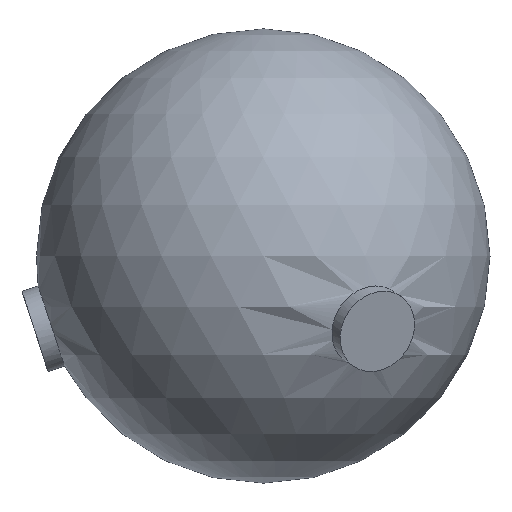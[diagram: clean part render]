
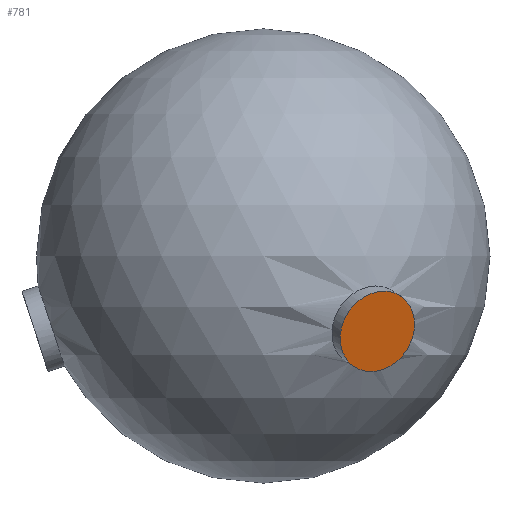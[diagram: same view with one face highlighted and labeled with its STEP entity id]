
A CAD part, left-side view. The second image highlights one B-rep face of the part: STEP entity #781.
In plain terms, the highlighted planar face has unit normal (-0.824, -0.475, -0.309).
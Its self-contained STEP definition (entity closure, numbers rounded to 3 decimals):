
#351 = CYLINDRICAL_SURFACE('',#352,4.);
#352 = AXIS2_PLACEMENT_3D('',#353,#354,#355);
#353 = CARTESIAN_POINT('',(-14.383,-8.304,
    -5.516));
#354 = DIRECTION('',(-0.824,-0.476,-0.309));
#355 = DIRECTION('',(0.268,0.155,-0.951));
#673 = VERTEX_POINT('',#674);
#674 = CARTESIAN_POINT('',(-17.636,-10.182,
    -10.943));
#695 = EDGE_CURVE('',#673,#673,#696,.T.);
#696 = SURFACE_CURVE('',#697,(#702,#709),.PCURVE_S1.);
#697 = CIRCLE('',#698,4.);
#698 = AXIS2_PLACEMENT_3D('',#699,#700,#701);
#699 = CARTESIAN_POINT('',(-18.707,-10.8,
    -7.139));
#700 = DIRECTION('',(-0.824,-0.476,-0.309));
#701 = DIRECTION('',(0.268,0.155,-0.951));
#702 = PCURVE('',#351,#703);
#703 = DEFINITIONAL_REPRESENTATION('',(#704),#708);
#704 = LINE('',#705,#706);
#705 = CARTESIAN_POINT('',(0.,5.25));
#706 = VECTOR('',#707,1.);
#707 = DIRECTION('',(1.,0.));
#708 = ( GEOMETRIC_REPRESENTATION_CONTEXT(2) 
PARAMETRIC_REPRESENTATION_CONTEXT() REPRESENTATION_CONTEXT('2D SPACE',''
  ) );
#709 = PCURVE('',#710,#715);
#710 = PLANE('',#711);
#711 = AXIS2_PLACEMENT_3D('',#712,#713,#714);
#712 = CARTESIAN_POINT('',(-18.707,-10.8,
    -7.139));
#713 = DIRECTION('',(-0.824,-0.476,-0.309));
#714 = DIRECTION('',(0.268,0.155,-0.951));
#715 = DEFINITIONAL_REPRESENTATION('',(#716),#720);
#716 = CIRCLE('',#717,4.);
#717 = AXIS2_PLACEMENT_2D('',#718,#719);
#718 = CARTESIAN_POINT('',(0.,0.));
#719 = DIRECTION('',(1.,0.));
#720 = ( GEOMETRIC_REPRESENTATION_CONTEXT(2) 
PARAMETRIC_REPRESENTATION_CONTEXT() REPRESENTATION_CONTEXT('2D SPACE',''
  ) );
#781 = ADVANCED_FACE('',(#782),#710,.T.);
#782 = FACE_BOUND('',#783,.T.);
#783 = EDGE_LOOP('',(#784));
#784 = ORIENTED_EDGE('',*,*,#695,.T.);
